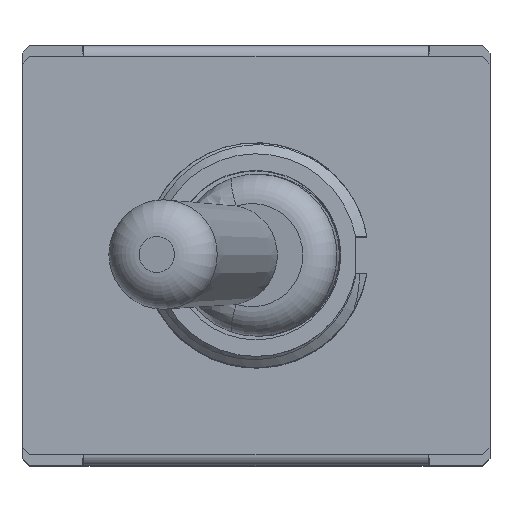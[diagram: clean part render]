
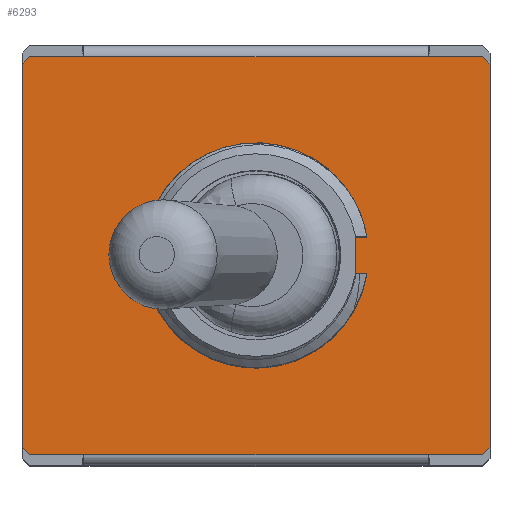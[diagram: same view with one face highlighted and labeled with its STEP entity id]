
A CAD part, top view. The second image highlights one B-rep face of the part: STEP entity #6293.
In plain terms, the highlighted planar face has unit normal (0, 0, 1).
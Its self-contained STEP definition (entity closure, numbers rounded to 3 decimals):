
#122=B_SPLINE_CURVE_WITH_KNOTS('',3,(#22753,#22754,#22755,#22756),
 .UNSPECIFIED.,.F.,.F.,(4,4),(0.,1.),.UNSPECIFIED.);
#874=LINE('',#23729,#1386);
#875=LINE('',#23731,#1387);
#881=LINE('',#23743,#1393);
#882=LINE('',#23745,#1394);
#888=LINE('',#23759,#1400);
#890=LINE('',#23763,#1402);
#891=LINE('',#23765,#1403);
#892=LINE('',#23767,#1404);
#893=LINE('',#23770,#1405);
#894=LINE('',#23772,#1406);
#895=LINE('',#23774,#1407);
#896=LINE('',#23776,#1408);
#897=LINE('',#23778,#1409);
#898=LINE('',#23779,#1410);
#899=LINE('',#23780,#1411);
#1386=VECTOR('',#9403,1000.);
#1387=VECTOR('',#9406,1000.);
#1393=VECTOR('',#9416,1000.);
#1394=VECTOR('',#9419,1000.);
#1400=VECTOR('',#9427,1000.);
#1402=VECTOR('',#9431,1000.);
#1403=VECTOR('',#9432,1000.);
#1404=VECTOR('',#9433,1000.);
#1405=VECTOR('',#9436,1000.);
#1406=VECTOR('',#9437,1000.);
#1407=VECTOR('',#9438,1000.);
#1408=VECTOR('',#9439,1000.);
#1409=VECTOR('',#9440,1000.);
#1410=VECTOR('',#9441,1000.);
#1411=VECTOR('',#9442,1000.);
#2419=ORIENTED_EDGE('',*,*,#3786,.T.);
#2420=ORIENTED_EDGE('',*,*,#4054,.F.);
#2421=ORIENTED_EDGE('',*,*,#4055,.T.);
#2422=ORIENTED_EDGE('',*,*,#4056,.T.);
#2423=ORIENTED_EDGE('',*,*,#4057,.T.);
#2424=ORIENTED_EDGE('',*,*,#3796,.T.);
#2425=ORIENTED_EDGE('',*,*,#4052,.F.);
#2426=ORIENTED_EDGE('',*,*,#4058,.T.);
#2427=ORIENTED_EDGE('',*,*,#4059,.F.);
#2428=ORIENTED_EDGE('',*,*,#4060,.F.);
#2429=ORIENTED_EDGE('',*,*,#4061,.F.);
#2430=ORIENTED_EDGE('',*,*,#4062,.T.);
#2431=ORIENTED_EDGE('',*,*,#4046,.F.);
#2432=ORIENTED_EDGE('',*,*,#4063,.T.);
#2433=ORIENTED_EDGE('',*,*,#4039,.F.);
#2434=ORIENTED_EDGE('',*,*,#4038,.T.);
#2435=ORIENTED_EDGE('',*,*,#4045,.F.);
#2436=ORIENTED_EDGE('',*,*,#4064,.T.);
#3786=EDGE_CURVE('',#4631,#4630,#5066,.T.);
#3796=EDGE_CURVE('',#4637,#4631,#122,.T.);
#4038=EDGE_CURVE('',#4845,#4848,#874,.T.);
#4039=EDGE_CURVE('',#4845,#4849,#875,.T.);
#4045=EDGE_CURVE('',#4852,#4848,#881,.T.);
#4046=EDGE_CURVE('',#4853,#4854,#882,.T.);
#4052=EDGE_CURVE('',#4859,#4860,#888,.T.);
#4054=EDGE_CURVE('',#4861,#4630,#890,.T.);
#4055=EDGE_CURVE('',#4861,#4862,#891,.T.);
#4056=EDGE_CURVE('',#4862,#4863,#892,.T.);
#4057=EDGE_CURVE('',#4863,#4637,#5084,.T.);
#4058=EDGE_CURVE('',#4859,#4864,#893,.F.);
#4059=EDGE_CURVE('',#4865,#4864,#894,.T.);
#4060=EDGE_CURVE('',#4866,#4865,#895,.T.);
#4061=EDGE_CURVE('',#4867,#4866,#896,.T.);
#4062=EDGE_CURVE('',#4867,#4854,#897,.F.);
#4063=EDGE_CURVE('',#4853,#4849,#898,.F.);
#4064=EDGE_CURVE('',#4852,#4860,#899,.F.);
#4630=VERTEX_POINT('',#21965);
#4631=VERTEX_POINT('',#21967);
#4637=VERTEX_POINT('',#22747);
#4845=VERTEX_POINT('',#23717);
#4848=VERTEX_POINT('',#23726);
#4849=VERTEX_POINT('',#23732);
#4852=VERTEX_POINT('',#23742);
#4853=VERTEX_POINT('',#23746);
#4854=VERTEX_POINT('',#23747);
#4859=VERTEX_POINT('',#23758);
#4860=VERTEX_POINT('',#23760);
#4861=VERTEX_POINT('',#23764);
#4862=VERTEX_POINT('',#23766);
#4863=VERTEX_POINT('',#23768);
#4864=VERTEX_POINT('',#23771);
#4865=VERTEX_POINT('',#23773);
#4866=VERTEX_POINT('',#23775);
#4867=VERTEX_POINT('',#23777);
#5066=CIRCLE('',#8516,3.05);
#5084=CIRCLE('',#8576,3.05);
#5269=EDGE_LOOP('',(#2419,#2420,#2421,#2422,#2423,#2424));
#5270=EDGE_LOOP('',(#2425,#2426,#2427,#2428,#2429,#2430,#2431,#2432,#2433,
#2434,#2435,#2436));
#5671=FACE_BOUND('',#5269,.T.);
#5672=FACE_BOUND('',#5270,.T.);
#5996=PLANE('',#8575);
#6293=ADVANCED_FACE('',(#5671,#5672),#5996,.F.);
#8516=AXIS2_PLACEMENT_3D('',#21966,#9184,#9185);
#8575=AXIS2_PLACEMENT_3D('',#23762,#9429,#9430);
#8576=AXIS2_PLACEMENT_3D('',#23769,#9434,#9435);
#9184=DIRECTION('',(0.,0.,-1.));
#9185=DIRECTION('',(1.,0.,0.));
#9403=DIRECTION('',(1.,0.,0.));
#9406=DIRECTION('',(-1.,0.,0.));
#9416=DIRECTION('',(-1.,0.,0.));
#9419=DIRECTION('',(0.,1.,0.));
#9427=DIRECTION('',(0.,-1.,0.));
#9429=DIRECTION('',(0.,0.,-1.));
#9430=DIRECTION('',(-1.,0.,0.));
#9431=DIRECTION('',(1.,0.,0.));
#9432=DIRECTION('',(0.,-1.,0.));
#9433=DIRECTION('',(1.,0.,0.));
#9434=DIRECTION('',(0.,0.,-1.));
#9435=DIRECTION('',(1.,0.,0.));
#9436=DIRECTION('',(0.707,-0.707,0.));
#9437=DIRECTION('',(1.,0.,0.));
#9438=DIRECTION('',(1.,0.,0.));
#9439=DIRECTION('',(1.,0.,0.));
#9440=DIRECTION('',(0.707,0.707,0.));
#9441=DIRECTION('',(-0.707,0.707,0.));
#9442=DIRECTION('',(-0.707,-0.707,0.));
#21965=CARTESIAN_POINT('',(3.009,0.5,0.2));
#21966=CARTESIAN_POINT('',(0.,0.,0.2));
#21967=CARTESIAN_POINT('',(-2.641,1.525,0.2));
#22747=CARTESIAN_POINT('',(-2.646,1.517,0.2));
#22753=CARTESIAN_POINT('',(-2.646,1.517,0.2));
#22754=CARTESIAN_POINT('',(-2.644,1.52,0.2));
#22755=CARTESIAN_POINT('',(-2.643,1.522,0.2));
#22756=CARTESIAN_POINT('',(-2.641,1.525,0.2));
#23717=CARTESIAN_POINT('',(-4.675,-5.4,0.2));
#23726=CARTESIAN_POINT('',(4.675,-5.4,0.2));
#23729=CARTESIAN_POINT('',(-4.675,-5.4,0.2));
#23731=CARTESIAN_POINT('',(6.35,-5.4,0.2));
#23732=CARTESIAN_POINT('',(-6.15,-5.4,0.2));
#23742=CARTESIAN_POINT('',(6.15,-5.4,0.2));
#23743=CARTESIAN_POINT('',(6.35,-5.4,0.2));
#23745=CARTESIAN_POINT('',(-6.35,-5.4,0.2));
#23746=CARTESIAN_POINT('',(-6.35,-5.2,0.2));
#23747=CARTESIAN_POINT('',(-6.35,5.2,0.2));
#23758=CARTESIAN_POINT('',(6.35,5.2,0.2));
#23759=CARTESIAN_POINT('',(6.35,5.4,0.2));
#23760=CARTESIAN_POINT('',(6.35,-5.2,0.2));
#23762=CARTESIAN_POINT('',(0.,0.,0.2));
#23763=CARTESIAN_POINT('',(2.7,0.5,0.2));
#23764=CARTESIAN_POINT('',(2.7,0.5,0.2));
#23765=CARTESIAN_POINT('',(2.7,0.5,0.2));
#23766=CARTESIAN_POINT('',(2.7,-0.5,0.2));
#23767=CARTESIAN_POINT('',(2.7,-0.5,0.2));
#23768=CARTESIAN_POINT('',(3.009,-0.5,0.2));
#23769=CARTESIAN_POINT('',(0.,0.,0.2));
#23770=CARTESIAN_POINT('',(6.15,5.4,0.2));
#23771=CARTESIAN_POINT('',(6.15,5.4,0.2));
#23772=CARTESIAN_POINT('',(-6.35,5.4,0.2));
#23773=CARTESIAN_POINT('',(4.675,5.4,0.2));
#23774=CARTESIAN_POINT('',(-6.35,5.4,0.2));
#23775=CARTESIAN_POINT('',(-4.675,5.4,0.2));
#23776=CARTESIAN_POINT('',(-6.35,5.4,0.2));
#23777=CARTESIAN_POINT('',(-6.15,5.4,0.2));
#23778=CARTESIAN_POINT('',(-6.35,5.2,0.2));
#23779=CARTESIAN_POINT('',(-6.15,-5.4,0.2));
#23780=CARTESIAN_POINT('',(6.35,-5.2,0.2));
